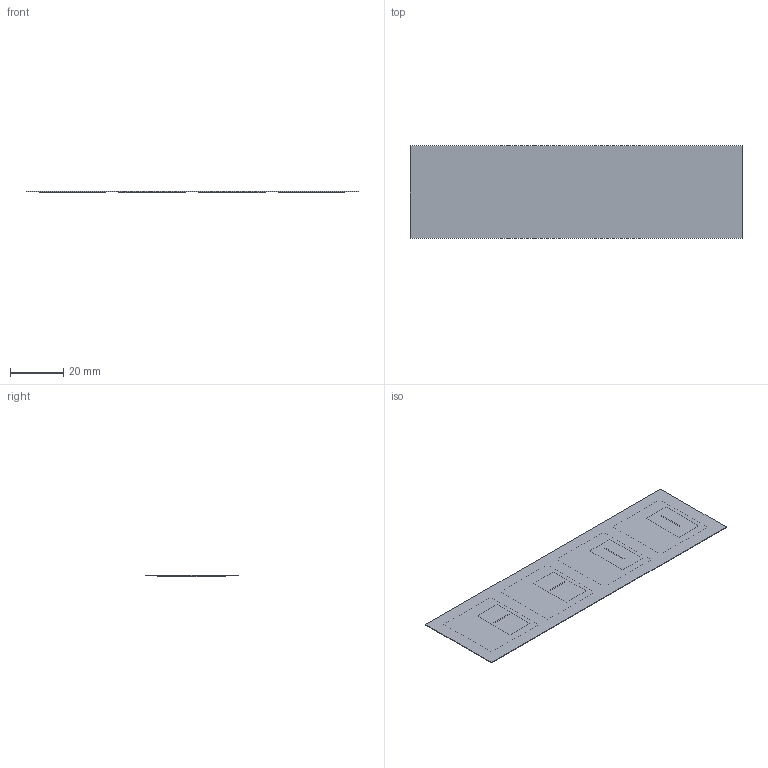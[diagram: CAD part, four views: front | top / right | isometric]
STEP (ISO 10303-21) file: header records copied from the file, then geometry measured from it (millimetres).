
FILE_DESCRIPTION((''),'2;1');
FILE_NAME('DB006601_ANORDNUNG_KLEBEPADS_ASM','2011-06-07T',('mbaechle'),(''),'PRO/ENGINEER BY PARAMETRIC TECHNOLOGY CORPORATION, 2007250','PRO/ENGINEER BY PARAMETRIC TECHNOLOGY CORPORATION, 2007250','');
FILE_SCHEMA(('CONFIG_CONTROL_DESIGN'));
Length unit declared in the file: millimetre
Products named in the file (7): DB006558_BLENDE_M6_TRAEG_FO_; DB006556_KLEBEPAD_BLENDE_M6_05; DB006557_KLEBPAD_BLEND_05X10_ASM; DB006556_KLEBEPAD_BLEN_05; DB006557_KLEBPAD_BLEND_8X05_ASM; PRT0001; DB006601_ANORDNUNG_KLEBEPADS_ASM
Assembly tree (9 placements, depth 3):
  DB006601_ANORDNUNG_KLEBEPADS_ASM
    DB006557_KLEBPAD_BLEND_05X10_ASM  x2
      DB006558_BLENDE_M6_TRAEG_FO_
      DB006556_KLEBEPAD_BLENDE_M6_05
    DB006557_KLEBPAD_BLEND_8X05_ASM  x2
      DB006558_BLENDE_M6_TRAEG_FO_
      DB006556_KLEBEPAD_BLEN_05
    PRT0001
Bounding box: 125 x 35 x 0.41 mm (x, y, z)
Volume: 1281.3 mm3; surface area: 15419.5 mm2
Topology: 9 solids, 9 shells, 70 faces, 156 edges, 104 vertices
Faces by surface type: plane 70
Entity records: 1098 total; most frequent: DIRECTION 176, CARTESIAN_POINT 172, ORIENTED_EDGE 144, VECTOR 72, LINE 72, EDGE_CURVE 72, AXIS2_PLACEMENT_3D 52, VERTEX_POINT 48
